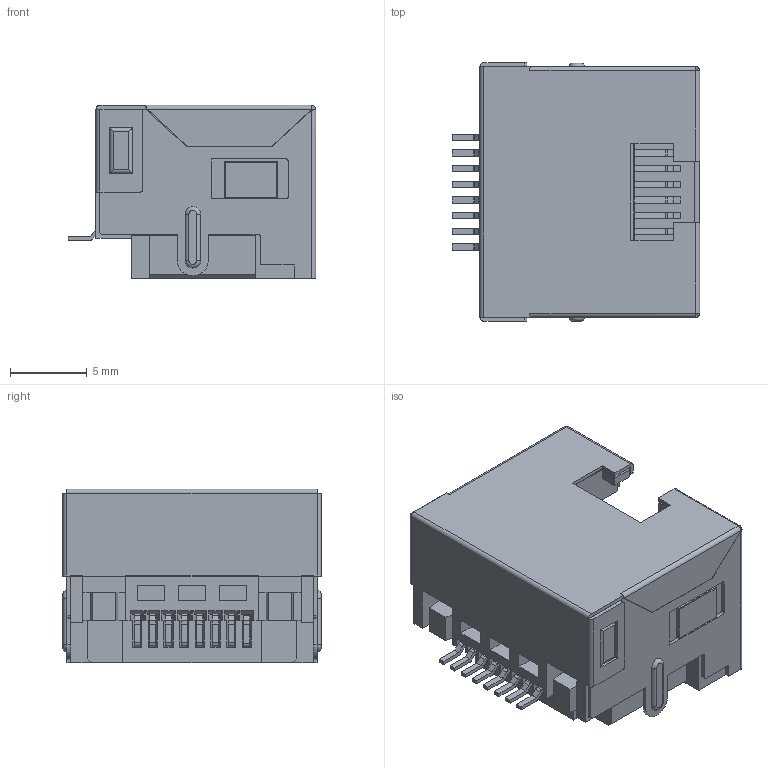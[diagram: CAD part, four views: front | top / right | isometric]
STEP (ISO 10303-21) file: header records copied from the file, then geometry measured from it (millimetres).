
FILE_DESCRIPTION(/* description */ ('Unknown'),/* implementation_level */ '2;1');
FILE_NAME(/* name */ 'J_Wurth_WR-MJ_634108150321',/* time_stamp */ '2025-06-27T16:39:16+08:00',/* author */ ('Unknown'),/* organization */ ('Unknown'),/* preprocessor_version */ 'ST-DEVELOPER v19.4',/* originating_system */ 'Solid Edge',/* authorisation */ 'Unknown');
FILE_SCHEMA (('AUTOMOTIVE_DESIGN {1 0 10303 214 3 1 1}'));
Length unit declared in the file: millimetre
Products named in the file (2): J_Wurth_WR-MJ_634108150321
Assembly tree (1 placements, depth 2):
  J_Wurth_WR-MJ_634108150321
    J_Wurth_WR-MJ_634108150321
Bounding box: 16.1 x 16.82 x 11.3 mm (x, y, z)
Volume: 1296.2 mm3; surface area: 3799.4 mm2
Topology: 10 solids, 10 shells, 837 faces, 2354 edges, 1522 vertices
Faces by surface type: plane 573, cylinder 236, torus 12, sphere 10, bspline 6
Entity records: 26868 total; most frequent: CARTESIAN_POINT 4807, ORIENTED_EDGE 4684, DIRECTION 4452, EDGE_CURVE 2342, LINE 1874, VECTOR 1874, VERTEX_POINT 1522, AXIS2_PLACEMENT_3D 1289
